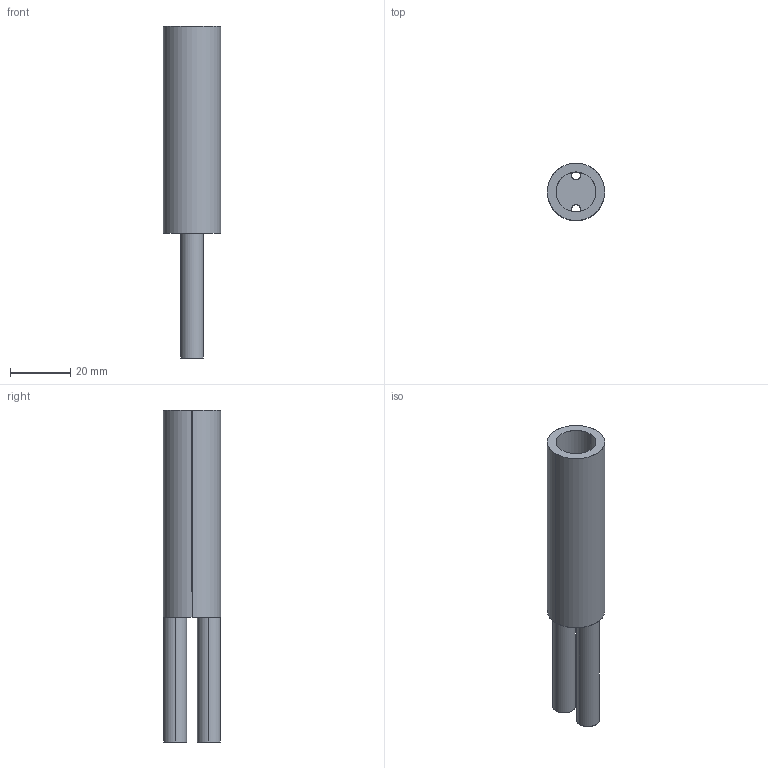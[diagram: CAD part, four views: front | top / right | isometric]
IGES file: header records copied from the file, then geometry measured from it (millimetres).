
Start section: SolidWorks IGES file using analytic representation for surfaces
Global section: file name: artical.IGS; native system: SolidWorks 2020; preprocessor: SolidWorks 2020; author: office; date: 210513.130243; units: inch
Bounding box: 19.05 x 19.05 x 110.11 mm (x, y, z)
Surface area: 10308.1 mm2 (no closed solid volume)
Topology: 0 solids, 0 shells, 22 faces, 512 edges, 512 vertices
Faces by surface type: revolution 16, bspline 6
